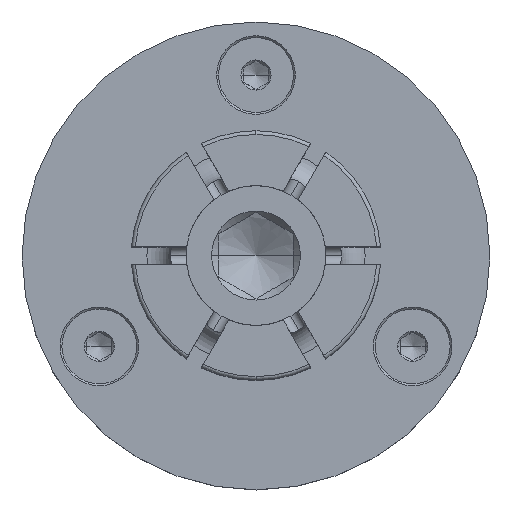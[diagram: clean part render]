
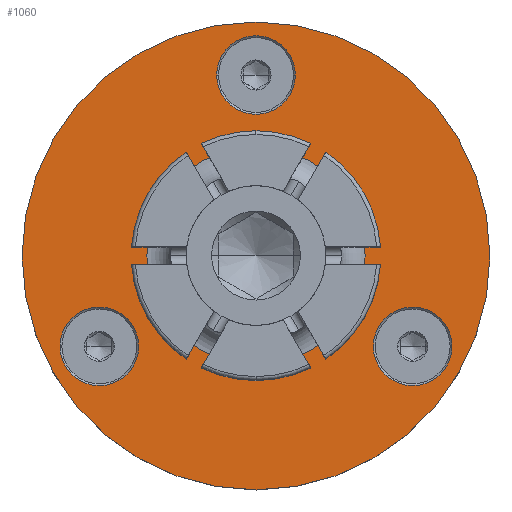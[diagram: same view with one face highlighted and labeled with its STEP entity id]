
A CAD part, top view. The second image highlights one B-rep face of the part: STEP entity #1060.
In plain terms, the highlighted planar face has unit normal (0, 0, 1).
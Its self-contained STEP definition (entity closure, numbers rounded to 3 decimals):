
#932=VERTEX_POINT('',#2666);
#1060=ADVANCED_FACE('',(#2809,#2810,#2811,#2812,#2813),#2814,.T.);
#1170=VERTEX_POINT('',#2928);
#1218=EDGE_CURVE('',#2588,#2322,#2980,.T.);
#1250=VERTEX_POINT('',#3014);
#1382=VERTEX_POINT('',#3162);
#1412=VERTEX_POINT('',#3195);
#1548=VERTEX_POINT('',#3344);
#1700=EDGE_CURVE('',#1170,#2588,#3513,.T.);
#1842=EDGE_CURVE('',#2512,#1250,#3669,.T.);
#2078=EDGE_CURVE('',#1382,#1548,#3935,.T.);
#2122=EDGE_CURVE('',#2322,#1170,#3983,.T.);
#2130=EDGE_CURVE('',#1250,#2512,#3992,.T.);
#2212=EDGE_CURVE('',#932,#2338,#4085,.T.);
#2322=VERTEX_POINT('',#4205);
#2330=EDGE_CURVE('',#2368,#1412,#4214,.T.);
#2338=VERTEX_POINT('',#4224);
#2368=VERTEX_POINT('',#4256);
#2460=EDGE_CURVE('',#2338,#932,#4358,.T.);
#2506=EDGE_CURVE('',#1548,#1382,#4405,.T.);
#2512=VERTEX_POINT('',#4411);
#2588=VERTEX_POINT('',#4496);
#2596=EDGE_CURVE('',#1412,#2368,#4504,.T.);
#2666=CARTESIAN_POINT('',(-18.75,0.,5.9));
#2809=FACE_BOUND('',#4937,.T.);
#2810=FACE_BOUND('',#4938,.T.);
#2811=FACE_BOUND('',#4939,.T.);
#2812=FACE_BOUND('',#4940,.T.);
#2813=FACE_OUTER_BOUND('',#4941,.T.);
#2814=PLANE('',#4942);
#2928=CARTESIAN_POINT('',(0.,8.75,5.9));
#2980=CIRCLE('',#5267,8.75);
#3014=CARTESIAN_POINT('',(10.982,-9.978,5.9));
#3162=CARTESIAN_POINT('',(3.15,14.5,5.9));
#3195=CARTESIAN_POINT('',(-10.982,-9.978,5.9));
#3344=CARTESIAN_POINT('',(-3.15,14.5,5.9));
#3513=CIRCLE('',#6440,8.75);
#3669=CIRCLE('',#6822,3.15);
#3935=CIRCLE('',#7329,3.15);
#3983=CIRCLE('',#7453,8.75);
#3992=CIRCLE('',#7465,3.15);
#4085=CIRCLE('',#7650,18.75);
#4205=CARTESIAN_POINT('',(0.,-8.75,5.9));
#4214=CIRCLE('',#7929,3.15);
#4224=CARTESIAN_POINT('',(18.75,0.0,5.9));
#4256=CARTESIAN_POINT('',(-14.132,-4.522,5.9));
#4358=CIRCLE('',#8195,18.75);
#4405=CIRCLE('',#8316,3.15);
#4411=CARTESIAN_POINT('',(14.132,-4.522,5.9));
#4496=CARTESIAN_POINT('',(8.75,0.,5.9));
#4504=CIRCLE('',#8533,3.15);
#4937=EDGE_LOOP('',(#8794,#8795));
#4938=EDGE_LOOP('',(#8796,#8797));
#4939=EDGE_LOOP('',(#8798,#8799));
#4940=EDGE_LOOP('',(#8800,#8801,#8802));
#4941=EDGE_LOOP('',(#8803,#8804));
#4942=AXIS2_PLACEMENT_3D('',#8805,#8806,#8807);
#5267=AXIS2_PLACEMENT_3D('',#8932,#8933,#8934);
#6440=AXIS2_PLACEMENT_3D('',#9522,#9523,#9524);
#6822=AXIS2_PLACEMENT_3D('',#9677,#9678,#9679);
#7329=AXIS2_PLACEMENT_3D('',#10011,#10012,#10013);
#7453=AXIS2_PLACEMENT_3D('',#10058,#10059,#10060);
#7465=AXIS2_PLACEMENT_3D('',#10075,#10076,#10077);
#7650=AXIS2_PLACEMENT_3D('',#10174,#10175,#10176);
#7929=AXIS2_PLACEMENT_3D('',#10313,#10314,#10315);
#8195=AXIS2_PLACEMENT_3D('',#10467,#10468,#10469);
#8316=AXIS2_PLACEMENT_3D('',#10496,#10497,#10498);
#8533=AXIS2_PLACEMENT_3D('',#10599,#10600,#10601);
#8794=ORIENTED_EDGE('',*,*,#2130,.T.);
#8795=ORIENTED_EDGE('',*,*,#1842,.T.);
#8796=ORIENTED_EDGE('',*,*,#2330,.T.);
#8797=ORIENTED_EDGE('',*,*,#2596,.T.);
#8798=ORIENTED_EDGE('',*,*,#2078,.T.);
#8799=ORIENTED_EDGE('',*,*,#2506,.T.);
#8800=ORIENTED_EDGE('',*,*,#1218,.T.);
#8801=ORIENTED_EDGE('',*,*,#2122,.T.);
#8802=ORIENTED_EDGE('',*,*,#1700,.T.);
#8803=ORIENTED_EDGE('',*,*,#2460,.T.);
#8804=ORIENTED_EDGE('',*,*,#2212,.T.);
#8805=CARTESIAN_POINT('',(0.0,0.0,5.9));
#8806=DIRECTION('',(0.0,0.0,1.0));
#8807=DIRECTION('',(1.0,0.0,0.0));
#8932=CARTESIAN_POINT('',(0.0,0.,5.9));
#8933=DIRECTION('',(0.0,0.,-1.0));
#8934=DIRECTION('',(1.0,0.0,0.0));
#9522=CARTESIAN_POINT('',(0.0,0.,5.9));
#9523=DIRECTION('',(0.0,0.,-1.0));
#9524=DIRECTION('',(1.0,0.0,0.0));
#9677=CARTESIAN_POINT('',(12.557,-7.25,5.9));
#9678=DIRECTION('',(-0.0,0.0,-1.0));
#9679=DIRECTION('',(-0.5,-0.866,0.0));
#10011=CARTESIAN_POINT('',(0.0,14.5,5.9));
#10012=DIRECTION('',(0.0,0.0,-1.0));
#10013=DIRECTION('',(1.0,0.0,0.0));
#10058=CARTESIAN_POINT('',(0.0,0.,5.9));
#10059=DIRECTION('',(0.0,0.,-1.0));
#10060=DIRECTION('',(1.0,0.0,0.0));
#10075=CARTESIAN_POINT('',(12.557,-7.25,5.9));
#10076=DIRECTION('',(-0.0,0.0,-1.0));
#10077=DIRECTION('',(-0.5,-0.866,0.0));
#10174=CARTESIAN_POINT('',(0.0,0.0,5.9));
#10175=DIRECTION('',(0.0,0.0,1.0));
#10176=DIRECTION('',(1.0,0.0,0.0));
#10313=CARTESIAN_POINT('',(-12.557,-7.25,5.9));
#10314=DIRECTION('',(-0.0,0.0,-1.0));
#10315=DIRECTION('',(-0.5,0.866,0.0));
#10467=CARTESIAN_POINT('',(0.0,0.0,5.9));
#10468=DIRECTION('',(0.0,0.0,1.0));
#10469=DIRECTION('',(1.0,0.0,0.0));
#10496=CARTESIAN_POINT('',(0.0,14.5,5.9));
#10497=DIRECTION('',(0.0,0.0,-1.0));
#10498=DIRECTION('',(1.0,0.0,0.0));
#10599=CARTESIAN_POINT('',(-12.557,-7.25,5.9));
#10600=DIRECTION('',(-0.0,0.0,-1.0));
#10601=DIRECTION('',(-0.5,0.866,0.0));
